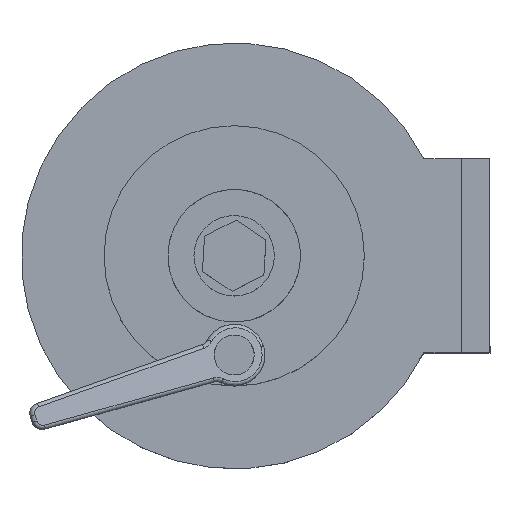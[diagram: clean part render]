
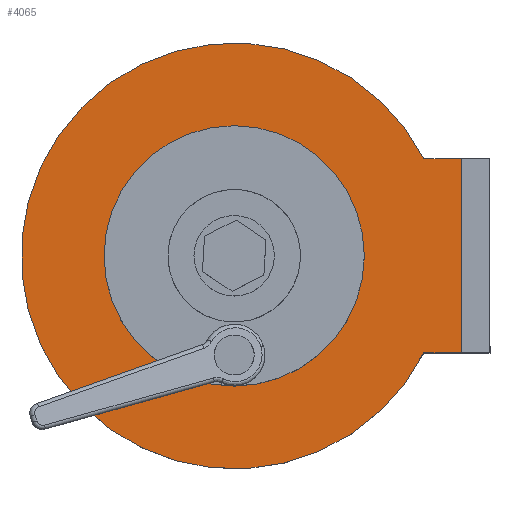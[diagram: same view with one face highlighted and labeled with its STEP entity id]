
A CAD part, top view. The second image highlights one B-rep face of the part: STEP entity #4065.
In plain terms, the highlighted planar face has unit normal (0, 0, 1).
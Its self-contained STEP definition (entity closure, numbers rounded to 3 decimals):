
#70 = VERTEX_POINT ( 'NONE', #15040 ) ;
#135 = FACE_OUTER_BOUND ( 'NONE', #10852, .T. ) ;
#775 = CIRCLE ( 'NONE', #32492, 27.5 ) ;
#3248 = VERTEX_POINT ( 'NONE', #16120 ) ;
#4065 = ADVANCED_FACE ( 'NONE', ( #24285, #135 ), #12035, .F. ) ;
#4677 = VERTEX_POINT ( 'NONE', #20302 ) ;
#5076 = ORIENTED_EDGE ( 'NONE', *, *, #21164, .F. ) ;
#6150 = ORIENTED_EDGE ( 'NONE', *, *, #9925, .F. ) ;
#7511 = CARTESIAN_POINT ( 'NONE',  ( 48.059, -20.5, 6. ) ) ;
#7830 = VECTOR ( 'NONE', #23875, 1000. ) ;
#8008 = LINE ( 'NONE', #14223, #23808 ) ;
#9925 = EDGE_CURVE ( 'NONE', #17986, #4677, #8008, .T. ) ;
#10335 = EDGE_CURVE ( 'NONE', #33364, #33364, #775, .T. ) ;
#10593 = CARTESIAN_POINT ( 'NONE',  ( 48.059, 20.5, 6. ) ) ;
#10852 = EDGE_LOOP ( 'NONE', ( #27924, #25128, #5076, #6150 ) ) ;
#12035 = PLANE ( 'NONE',  #30438 ) ;
#12460 = EDGE_LOOP ( 'NONE', ( #36054 ) ) ;
#14026 = DIRECTION ( 'NONE',  ( 0., 0., -1. ) ) ;
#14223 = CARTESIAN_POINT ( 'NONE',  ( 40.059, -20.5, 6. ) ) ;
#15040 = CARTESIAN_POINT ( 'NONE',  ( 48.059, 20.5, 6. ) ) ;
#16120 = CARTESIAN_POINT ( 'NONE',  ( 40.059, 20.5, 6. ) ) ;
#16398 = LINE ( 'NONE', #10593, #23974 ) ;
#17123 = DIRECTION ( 'NONE',  ( 1., 0., 0. ) ) ;
#17805 = CARTESIAN_POINT ( 'NONE',  ( 0., 27.5, 6. ) ) ;
#17986 = VERTEX_POINT ( 'NONE', #7511 ) ;
#18234 = DIRECTION ( 'NONE',  ( 1., 0., 0. ) ) ;
#18357 = DIRECTION ( 'NONE',  ( 0., 1., 0. ) ) ;
#18410 = EDGE_CURVE ( 'NONE', #3248, #70, #16398, .T. ) ;
#18915 = DIRECTION ( 'NONE',  ( 1., 0., 0. ) ) ;
#20301 = CIRCLE ( 'NONE', #26530, 45. ) ;
#20302 = CARTESIAN_POINT ( 'NONE',  ( 40.059, -20.5, 6. ) ) ;
#21164 = EDGE_CURVE ( 'NONE', #4677, #3248, #20301, .T. ) ;
#22589 = DIRECTION ( 'NONE',  ( -1., 0., 0. ) ) ;
#22785 = CARTESIAN_POINT ( 'NONE',  ( 0., 0., 6. ) ) ;
#23808 = VECTOR ( 'NONE', #22589, 1000. ) ;
#23875 = DIRECTION ( 'NONE',  ( 0., -1., 0. ) ) ;
#23896 = DIRECTION ( 'NONE',  ( 0., 0., -1. ) ) ;
#23974 = VECTOR ( 'NONE', #18915, 1000. ) ;
#24024 = DIRECTION ( 'NONE',  ( 0., 0., 1. ) ) ;
#24070 = LINE ( 'NONE', #29870, #7830 ) ;
#24285 = FACE_BOUND ( 'NONE', #12460, .T. ) ;
#25128 = ORIENTED_EDGE ( 'NONE', *, *, #18410, .F. ) ;
#26530 = AXIS2_PLACEMENT_3D ( 'NONE', #22785, #14026, #17123 ) ;
#27551 = CARTESIAN_POINT ( 'NONE',  ( 0., 0., 6. ) ) ;
#27924 = ORIENTED_EDGE ( 'NONE', *, *, #34432, .F. ) ;
#29870 = CARTESIAN_POINT ( 'NONE',  ( 48.059, -20.5, 6. ) ) ;
#30438 = AXIS2_PLACEMENT_3D ( 'NONE', #27551, #23896, #18234 ) ;
#32492 = AXIS2_PLACEMENT_3D ( 'NONE', #38390, #24024, #18357 ) ;
#33364 = VERTEX_POINT ( 'NONE', #17805 ) ;
#34432 = EDGE_CURVE ( 'NONE', #70, #17986, #24070, .T. ) ;
#36054 = ORIENTED_EDGE ( 'NONE', *, *, #10335, .F. ) ;
#38390 = CARTESIAN_POINT ( 'NONE',  ( 0., 0., 6. ) ) ;
